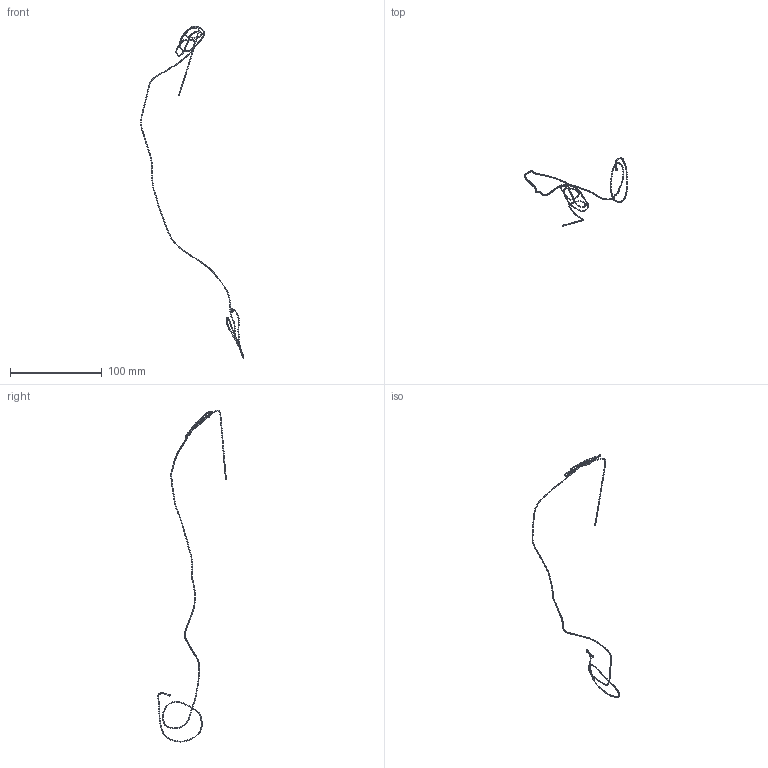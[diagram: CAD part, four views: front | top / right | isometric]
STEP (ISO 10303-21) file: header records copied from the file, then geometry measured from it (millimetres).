
FILE_DESCRIPTION(('STEP AP214'),'1');
FILE_NAME('Adult_DBS_01_Insulation_Left.step','2024-02-05T21:54:27',(' '),('ANSOFT Corporation'),'Spatial InterOp 3D',' ',' ');
FILE_SCHEMA(('AUTOMOTIVE_DESIGN { 1 0 10303 214 1 1 1 1 }'));
Length unit declared in the file: millimetre
Products named in the file (1): Insulation_left
Bounding box: 112.5 x 75.06 x 362.79 mm (x, y, z)
Volume: 736.5 mm3; surface area: 2944.3 mm2
Topology: 1 solids, 1 shells, 965 faces, 2491 edges, 1529 vertices
Faces by surface type: cylinder 962, plane 3
Entity records: 29778 total; most frequent: DIRECTION 5952, CARTESIAN_POINT 4986, ORIENTED_EDGE 4982, AXIS2_PLACEMENT_3D 2495, EDGE_CURVE 2491, VERTEX_POINT 1529, ELLIPSE 1393, EDGE_LOOP 966
